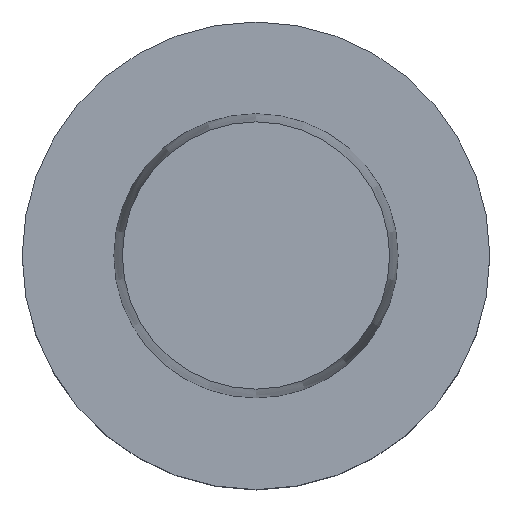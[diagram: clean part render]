
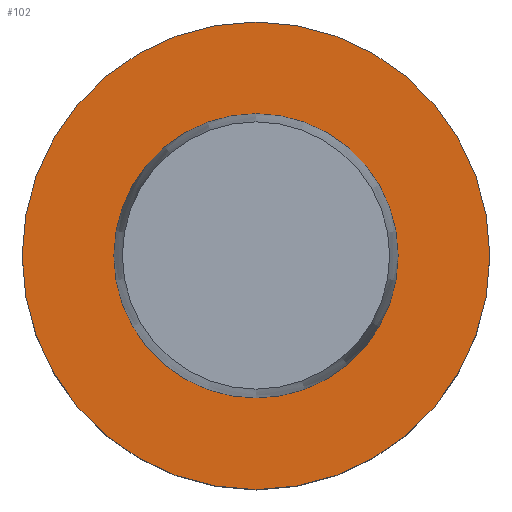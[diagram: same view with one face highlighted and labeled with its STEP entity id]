
A CAD part, top view. The second image highlights one B-rep face of the part: STEP entity #102.
In plain terms, the highlighted planar face has unit normal (0, 0, 1).
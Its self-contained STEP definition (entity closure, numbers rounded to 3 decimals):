
#102=ADVANCED_FACE('240[2]',(#236,#237),#238,.T.);
#113=EDGE_CURVE('240[2]',#255,#255,#256,.T.);
#139=EDGE_CURVE('240[2]',#294,#294,#295,.T.);
#236=FACE_OUTER_BOUND('',#475,.T.);
#237=FACE_BOUND('',#476,.T.);
#238=PLANE('',#477);
#255=VERTEX_POINT('',#498);
#256=CIRCLE('',#499,19.15);
#294=VERTEX_POINT('',#613);
#295=CIRCLE('',#614,31.5);
#475=EDGE_LOOP('',(#717));
#476=EDGE_LOOP('',(#718));
#477=AXIS2_PLACEMENT_3D('',#719,#720,#721);
#498=CARTESIAN_POINT('',(0.,19.15,0.));
#499=AXIS2_PLACEMENT_3D('',#740,#741,#742);
#613=CARTESIAN_POINT('',(0.,31.5,0.));
#614=AXIS2_PLACEMENT_3D('',#782,#783,#784);
#717=ORIENTED_EDGE('',*,*,#139,.F.);
#718=ORIENTED_EDGE('',*,*,#113,.T.);
#719=CARTESIAN_POINT('',(0.,25.325,0.));
#720=DIRECTION('',(0.,0.,1.0));
#721=DIRECTION('',(1.0,0.,0.0));
#740=CARTESIAN_POINT('',(0.0,0.0,0.0));
#741=DIRECTION('',(0.,0.,-1.0));
#742=DIRECTION('',(0.,1.0,0.));
#782=CARTESIAN_POINT('',(0.0,0.0,0.0));
#783=DIRECTION('',(0.,0.,-1.0));
#784=DIRECTION('',(0.,1.0,0.));
